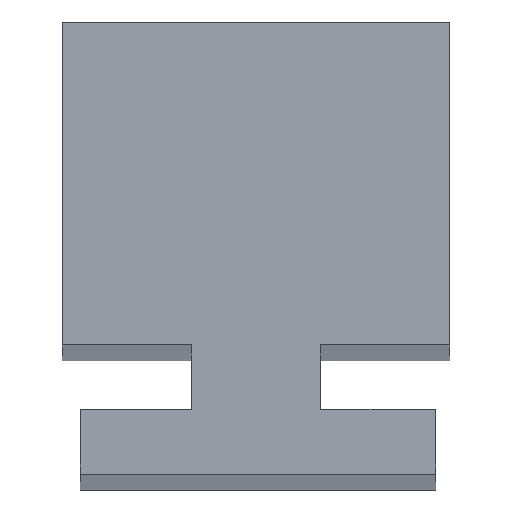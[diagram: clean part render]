
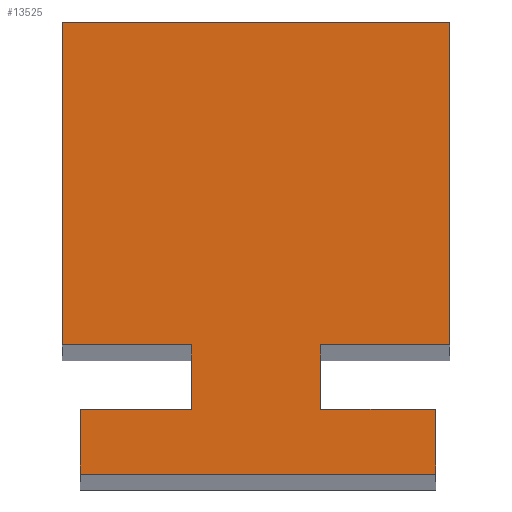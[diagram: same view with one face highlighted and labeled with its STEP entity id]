
A CAD part, top view. The second image highlights one B-rep face of the part: STEP entity #13525.
In plain terms, the highlighted free-form (B-spline) face has degree [1, 1] with [2, 2] control points.
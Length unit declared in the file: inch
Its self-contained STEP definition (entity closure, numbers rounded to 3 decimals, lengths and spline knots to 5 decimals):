
#3953=CARTESIAN_POINT('V7',(2.07176,-2.36807,0.0)
   );
#3954=VERTEX_POINT('V7',#3953);
#3955=CARTESIAN_POINT('V8',(2.07176,-2.11807,0.0)
   );
#3956=VERTEX_POINT('V8',#3955);
#3957=CARTESIAN_POINT('E7',(2.07176,-2.36807,0.0)
   );
#3958=CARTESIAN_POINT('E7',(2.07176,-2.11807,0.0)
   );
#3959=B_SPLINE_CURVE_WITH_KNOTS('E7',1,(#3957,#3958),.POLYLINE_FORM.,
   .F.,.U.,(2,2),(0.0,1.33333),.UNSPECIFIED.);
#3960=EDGE_CURVE('E7',#3954,#3956,#3959,.T.);
#12151=CARTESIAN_POINT('V10',(2.57176,-0.86807,
   0.0));
#12152=VERTEX_POINT('V10',#12151);
#12158=CARTESIAN_POINT('V9',(2.57176,-2.11807,
   0.0));
#12159=VERTEX_POINT('V9',#12158);
#12160=CARTESIAN_POINT('E9',(2.57176,-0.86807,
   0.0));
#12161=CARTESIAN_POINT('E9',(2.57176,-2.11807,
   0.0));
#12162=QUASI_UNIFORM_CURVE('E9',1,(#12160,#12161),.POLYLINE_FORM.,
   .F.,.U.);
#12163=EDGE_CURVE('E9',#12152,#12159,#12162,.T.);
#13239=CARTESIAN_POINT('E8',(2.57176,-2.11807,
   0.0));
#13240=CARTESIAN_POINT('E8',(2.07176,-2.11807,
   0.0));
#13241=B_SPLINE_CURVE_WITH_KNOTS('E8',1,(#13239,#13240),
   .POLYLINE_FORM.,.F.,.U.,(2,2),(0.0,0.8),
   .UNSPECIFIED.);
#13242=EDGE_CURVE('E8',#12159,#3956,#13241,.T.);
#13319=CARTESIAN_POINT('V6',(2.51676,-2.36807,
   0.0));
#13320=VERTEX_POINT('V6',#13319);
#13321=CARTESIAN_POINT('E6',(2.07176,-2.36807,
   0.0));
#13322=CARTESIAN_POINT('E6',(2.51676,-2.36807,
   0.0));
#13323=B_SPLINE_CURVE_WITH_KNOTS('E6',1,(#13321,#13322),
   .POLYLINE_FORM.,.F.,.U.,(2,2),(0.2193,1.0),
   .UNSPECIFIED.);
#13324=EDGE_CURVE('E6',#3954,#13320,#13323,.T.);
#13371=CARTESIAN_POINT('V5',(2.51676,-2.61807,
   0.0));
#13372=VERTEX_POINT('V5',#13371);
#13373=CARTESIAN_POINT('E5',(2.51676,-2.36807,
   0.0));
#13374=CARTESIAN_POINT('E5',(2.51676,-2.61807,
   0.0));
#13375=QUASI_UNIFORM_CURVE('E5',1,(#13373,#13374),.POLYLINE_FORM.,
   .F.,.U.);
#13376=EDGE_CURVE('E5',#13320,#13372,#13375,.T.);
#13399=CARTESIAN_POINT('V4',(1.14176,-2.61807,
   0.0));
#13400=VERTEX_POINT('V4',#13399);
#13401=CARTESIAN_POINT('E4',(2.51676,-2.61807,
   0.0));
#13402=CARTESIAN_POINT('E4',(1.14176,-2.61807,
   0.0));
#13403=QUASI_UNIFORM_CURVE('E4',1,(#13401,#13402),.POLYLINE_FORM.,
   .F.,.U.);
#13404=EDGE_CURVE('E4',#13372,#13400,#13403,.T.);
#13427=CARTESIAN_POINT('V3',(1.14176,-2.36807,
   0.0));
#13428=VERTEX_POINT('V3',#13427);
#13429=CARTESIAN_POINT('E3',(1.14176,-2.61807,
   0.0));
#13430=CARTESIAN_POINT('E3',(1.14176,-2.36807,
   0.0));
#13431=QUASI_UNIFORM_CURVE('E3',1,(#13429,#13430),.POLYLINE_FORM.,
   .F.,.U.);
#13432=EDGE_CURVE('E3',#13400,#13428,#13431,.T.);
#13455=CARTESIAN_POINT('V1',(1.57176,-2.11807,
   0.0));
#13456=VERTEX_POINT('V1',#13455);
#13457=CARTESIAN_POINT('V2',(1.57176,-2.36807,
   0.0));
#13458=VERTEX_POINT('V2',#13457);
#13459=CARTESIAN_POINT('E1',(1.57176,-2.11807,
   0.0));
#13460=CARTESIAN_POINT('E1',(1.57176,-2.36807,
   0.0));
#13461=B_SPLINE_CURVE_WITH_KNOTS('E1',1,(#13459,#13460),
   .POLYLINE_FORM.,.F.,.U.,(2,2),(0.0,1.33333),
   .UNSPECIFIED.);
#13462=EDGE_CURVE('E1',#13456,#13458,#13461,.T.);
#13486=CARTESIAN_POINT('F1',(0.99283,-2.7095,
   0.0));
#13487=CARTESIAN_POINT('F1',(2.6507,-2.7095,
   0.0));
#13488=CARTESIAN_POINT('F1',(0.99283,-0.77663,
   0.0));
#13489=CARTESIAN_POINT('F1',(2.6507,-0.77663,
   0.0));
#13490=B_SPLINE_SURFACE_WITH_KNOTS('F1',1,1,((#13486,#13488),(
   #13487,#13489)),.PLANE_SURF.,.F.,.F.,.U.,(2,2),(2,2),(0.0,1.0),
   (0.0,1.16588),.UNSPECIFIED.);
#13491=ORIENTED_EDGE('E1',*,*,#13462,.T.);
#13492=CARTESIAN_POINT('E2',(1.14176,-2.36807,
   0.0));
#13493=CARTESIAN_POINT('E2',(1.57176,-2.36807,
   0.0));
#13494=B_SPLINE_CURVE_WITH_KNOTS('E2',1,(#13492,#13493),
   .POLYLINE_FORM.,.F.,.U.,(2,2),(0.0,0.77477),
   .UNSPECIFIED.);
#13495=EDGE_CURVE('E2',#13428,#13458,#13494,.T.);
#13496=ORIENTED_EDGE('E2',*,*,#13495,.F.);
#13497=ORIENTED_EDGE('E3',*,*,#13432,.F.);
#13498=ORIENTED_EDGE('E4',*,*,#13404,.F.);
#13499=ORIENTED_EDGE('E5',*,*,#13376,.F.);
#13500=ORIENTED_EDGE('E6',*,*,#13324,.F.);
#13501=ORIENTED_EDGE('E7',*,*,#3960,.T.);
#13502=ORIENTED_EDGE('E8',*,*,#13242,.F.);
#13503=ORIENTED_EDGE('E9',*,*,#12163,.F.);
#13504=CARTESIAN_POINT('V11',(1.07176,-0.86807,
   0.0));
#13505=VERTEX_POINT('V11',#13504);
#13506=CARTESIAN_POINT('E10',(1.07176,-0.86807,
   0.0));
#13507=CARTESIAN_POINT('E10',(2.57176,-0.86807,
   0.0));
#13508=QUASI_UNIFORM_CURVE('E10',1,(#13506,#13507),.POLYLINE_FORM.,
   .F.,.U.);
#13509=EDGE_CURVE('E10',#13505,#12152,#13508,.T.);
#13510=ORIENTED_EDGE('E10',*,*,#13509,.F.);
#13511=CARTESIAN_POINT('V12',(1.07176,-2.11807,
   0.0));
#13512=VERTEX_POINT('V12',#13511);
#13513=CARTESIAN_POINT('E11',(1.07176,-2.11807,
   0.0));
#13514=CARTESIAN_POINT('E11',(1.07176,-0.86807,
   0.0));
#13515=QUASI_UNIFORM_CURVE('E11',1,(#13513,#13514),.POLYLINE_FORM.,
   .F.,.U.);
#13516=EDGE_CURVE('E11',#13512,#13505,#13515,.T.);
#13517=ORIENTED_EDGE('E11',*,*,#13516,.F.);
#13518=CARTESIAN_POINT('E12',(1.57176,-2.11807,
   0.0));
#13519=CARTESIAN_POINT('E12',(1.07176,-2.11807,
   0.0));
#13520=B_SPLINE_CURVE_WITH_KNOTS('E12',1,(#13518,#13519),
   .POLYLINE_FORM.,.F.,.U.,(2,2),(0.2,1.0),
   .UNSPECIFIED.);
#13521=EDGE_CURVE('E12',#13456,#13512,#13520,.T.);
#13522=ORIENTED_EDGE('E12',*,*,#13521,.F.);
#13523=EDGE_LOOP('F1',(#13491,#13496,#13497,#13498,#13499,#13500,
   #13501,#13502,#13503,#13510,#13517,#13522));
#13524=FACE_OUTER_BOUND('F1',#13523,.T.);
#13525=ADVANCED_FACE('F1',(#13524),#13490,.T.);
